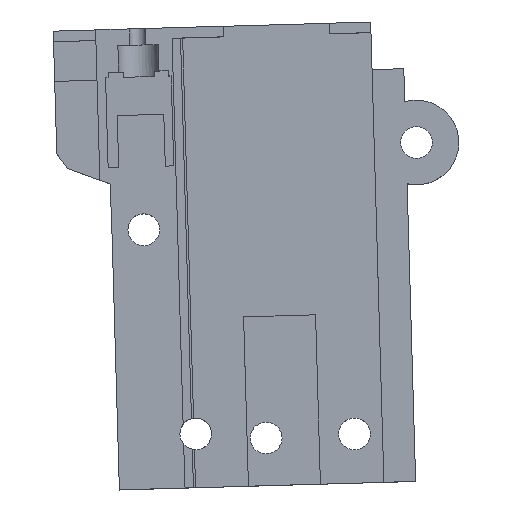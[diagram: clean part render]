
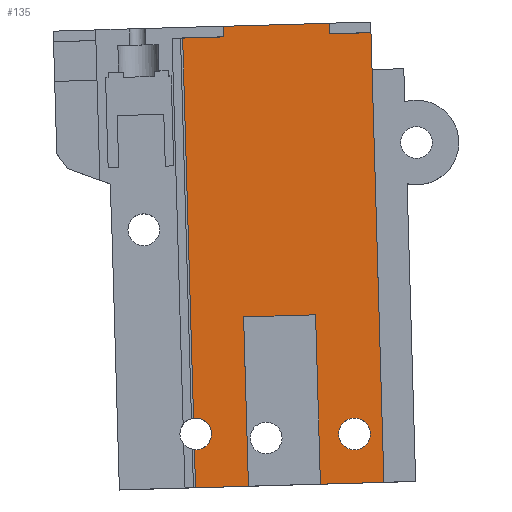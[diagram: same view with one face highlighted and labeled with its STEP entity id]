
A CAD part, top view. The second image highlights one B-rep face of the part: STEP entity #135.
In plain terms, the highlighted planar face has unit normal (0, 0, 1).
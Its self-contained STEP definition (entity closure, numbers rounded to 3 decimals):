
#135=ADVANCED_FACE('',(#594,#596),#598,.F.);
#594=FACE_BOUND('',#595,.T.);
#595=EDGE_LOOP('',(#1005,#1006,#1007,#1008,#1009,#1010,#1011,#1012,#1013,#1014,#1015,
#1016,#1017,#1018,#1019,#1020,#1021,#1022));
#596=FACE_BOUND('',#597,.T.);
#597=EDGE_LOOP('',(#1023));
#598=PLANE('',#599);
#599=AXIS2_PLACEMENT_3D('',#600,#601,#602);
#600=CARTESIAN_POINT('',(-16.582,-6.249,1.5));
#601=DIRECTION('',(0.,0.,-1.));
#602=DIRECTION('',(-1.,-0.029,0.));
#1005=ORIENTED_EDGE('',*,*,#1203,.F.);
#1006=ORIENTED_EDGE('',*,*,#1220,.F.);
#1007=ORIENTED_EDGE('',*,*,#1187,.T.);
#1008=ORIENTED_EDGE('',*,*,#1262,.F.);
#1009=ORIENTED_EDGE('',*,*,#1242,.F.);
#1010=ORIENTED_EDGE('',*,*,#1237,.F.);
#1011=ORIENTED_EDGE('',*,*,#1205,.F.);
#1012=ORIENTED_EDGE('',*,*,#1234,.T.);
#1013=ORIENTED_EDGE('',*,*,#1241,.F.);
#1014=ORIENTED_EDGE('',*,*,#1235,.F.);
#1015=ORIENTED_EDGE('',*,*,#1190,.F.);
#1016=ORIENTED_EDGE('',*,*,#1193,.F.);
#1017=ORIENTED_EDGE('',*,*,#1210,.T.);
#1018=ORIENTED_EDGE('',*,*,#1211,.T.);
#1019=ORIENTED_EDGE('',*,*,#1195,.F.);
#1020=ORIENTED_EDGE('',*,*,#1221,.F.);
#1021=ORIENTED_EDGE('',*,*,#1198,.F.);
#1022=ORIENTED_EDGE('',*,*,#1201,.F.);
#1023=ORIENTED_EDGE('',*,*,#1263,.T.);
#1187=EDGE_CURVE('',#1469,#1467,#1470,.T.);
#1190=EDGE_CURVE('',#1472,#1474,#1475,.F.);
#1193=EDGE_CURVE('',#1477,#1472,#1479,.T.);
#1195=EDGE_CURVE('',#1480,#1482,#1483,.T.);
#1198=EDGE_CURVE('',#1485,#1487,#1488,.F.);
#1201=EDGE_CURVE('',#1490,#1485,#1492,.F.);
#1203=EDGE_CURVE('',#1493,#1490,#1495,.F.);
#1205=EDGE_CURVE('',#1496,#1498,#1499,.F.);
#1210=EDGE_CURVE('',#1477,#1505,#1506,.T.);
#1211=EDGE_CURVE('',#1505,#1482,#1507,.T.);
#1220=EDGE_CURVE('',#1469,#1493,#1522,.F.);
#1221=EDGE_CURVE('',#1487,#1480,#1523,.F.);
#1234=EDGE_CURVE('',#1496,#1540,#1542,.T.);
#1235=EDGE_CURVE('',#1474,#1543,#1544,.F.);
#1237=EDGE_CURVE('',#1498,#1546,#1547,.F.);
#1241=EDGE_CURVE('',#1543,#1540,#1552,.F.);
#1242=EDGE_CURVE('',#1546,#1553,#1554,.F.);
#1262=EDGE_CURVE('',#1553,#1467,#1587,.F.);
#1263=EDGE_CURVE('',#1588,#1588,#1589,.T.);
#1467=VERTEX_POINT('',#2024);
#1469=VERTEX_POINT('',#2028);
#1470=LINE('',#2029,#2030);
#1472=VERTEX_POINT('',#2035);
#1474=VERTEX_POINT('',#2039);
#1475=LINE('',#2040,#2041);
#1477=VERTEX_POINT('',#2046);
#1479=LINE('',#2050,#2051);
#1480=VERTEX_POINT('',#2053);
#1482=VERTEX_POINT('',#2057);
#1483=LINE('',#2058,#2059);
#1485=VERTEX_POINT('',#2064);
#1487=VERTEX_POINT('',#2068);
#1488=LINE('',#2069,#2070);
#1490=VERTEX_POINT('',#2075);
#1492=LINE('',#2079,#2080);
#1493=VERTEX_POINT('',#2082);
#1495=LINE('',#2086,#2087);
#1496=VERTEX_POINT('',#2089);
#1498=VERTEX_POINT('',#2093);
#1499=LINE('',#2094,#2095);
#1505=VERTEX_POINT('',#2111);
#1506=CIRCLE('',#2112,1.5);
#1507=CIRCLE('',#2116,1.5);
#1522=LINE('',#2153,#2154);
#1523=LINE('',#2156,#2157);
#1540=VERTEX_POINT('',#2199);
#1542=LINE('',#2203,#2204);
#1543=VERTEX_POINT('',#2206);
#1544=LINE('',#2207,#2208);
#1546=VERTEX_POINT('',#2213);
#1547=LINE('',#2214,#2215);
#1552=LINE('',#2227,#2228);
#1553=VERTEX_POINT('',#2230);
#1554=LINE('',#2231,#2232);
#1587=LINE('',#2304,#2305);
#1588=VERTEX_POINT('',#2307);
#1589=CIRCLE('',#2308,1.5);
#2024=CARTESIAN_POINT('',(-17.751,34.452,1.5));
#2028=CARTESIAN_POINT('',(-16.631,-4.532,1.5));
#2029=CARTESIAN_POINT('',(-16.631,-4.532,1.5));
#2030=VECTOR('',#2031,1.);
#2031=DIRECTION('',(-0.029,1.,0.));
#2035=CARTESIAN_POINT('',(-35.844,37.434,1.5));
#2039=CARTESIAN_POINT('',(-31.745,37.552,1.5));
#2040=CARTESIAN_POINT('',(-31.745,37.552,1.5));
#2041=VECTOR('',#2042,1.);
#2042=DIRECTION('',(-1.,-0.029,0.));
#2046=CARTESIAN_POINT('',(-34.811,1.486,1.5));
#2050=CARTESIAN_POINT('',(-34.811,1.486,1.5));
#2051=VECTOR('',#2052,1.);
#2052=DIRECTION('',(-0.029,1.,0.));
#2053=CARTESIAN_POINT('',(-34.624,-5.049,1.5));
#2057=CARTESIAN_POINT('',(-34.728,-1.421,1.5));
#2058=CARTESIAN_POINT('',(-34.624,-5.049,1.5));
#2059=VECTOR('',#2060,1.);
#2060=DIRECTION('',(-0.029,1.,0.));
#2064=CARTESIAN_POINT('',(-29.885,11.094,1.5));
#2068=CARTESIAN_POINT('',(-29.426,-4.899,1.5));
#2069=CARTESIAN_POINT('',(-29.426,-4.899,1.5));
#2070=VECTOR('',#2071,1.);
#2071=DIRECTION('',(-0.029,1.,0.));
#2075=CARTESIAN_POINT('',(-23.088,11.289,1.5));
#2079=CARTESIAN_POINT('',(-29.885,11.094,1.5));
#2080=VECTOR('',#2081,1.);
#2081=DIRECTION('',(1.,0.029,0.));
#2082=CARTESIAN_POINT('',(-22.628,-4.704,1.5));
#2086=CARTESIAN_POINT('',(-23.088,11.289,1.5));
#2087=VECTOR('',#2088,1.);
#2088=DIRECTION('',(0.029,-1.,0.));
#2089=CARTESIAN_POINT('',(-21.753,37.839,1.5));
#2093=CARTESIAN_POINT('',(-17.863,37.95,1.5));
#2094=CARTESIAN_POINT('',(-17.863,37.95,1.5));
#2095=VECTOR('',#2096,1.);
#2096=DIRECTION('',(-1.,-0.029,0.));
#2111=CARTESIAN_POINT('',(-34.4,-1.457,1.5));
#2112=AXIS2_PLACEMENT_3D('',#2113,#2114,#2115);
#2113=CARTESIAN_POINT('',(-34.4,0.043,1.5));
#2114=DIRECTION('',(0.,0.,-1.));
#2115=DIRECTION('',(-0.274,0.962,0.));
#2116=AXIS2_PLACEMENT_3D('',#2117,#2118,#2119);
#2117=CARTESIAN_POINT('',(-34.4,0.043,1.5));
#2118=DIRECTION('',(0.,0.,-1.));
#2119=DIRECTION('',(0.,-1.,0.));
#2153=CARTESIAN_POINT('',(-22.628,-4.704,1.5));
#2154=VECTOR('',#2155,1.);
#2155=DIRECTION('',(1.,0.029,0.));
#2156=CARTESIAN_POINT('',(-34.624,-5.049,1.5));
#2157=VECTOR('',#2158,1.);
#2158=DIRECTION('',(1.,0.029,0.));
#2199=CARTESIAN_POINT('',(-21.781,38.838,1.5));
#2203=CARTESIAN_POINT('',(-21.753,37.839,1.5));
#2204=VECTOR('',#2205,1.);
#2205=DIRECTION('',(-0.029,1.,0.));
#2206=CARTESIAN_POINT('',(-31.774,38.551,1.5));
#2207=CARTESIAN_POINT('',(-31.774,38.551,1.5));
#2208=VECTOR('',#2209,1.);
#2209=DIRECTION('',(0.029,-1.,0.));
#2213=CARTESIAN_POINT('',(-17.891,38.95,1.5));
#2214=CARTESIAN_POINT('',(-17.891,38.95,1.5));
#2215=VECTOR('',#2216,1.);
#2216=DIRECTION('',(0.029,-1.,0.));
#2227=CARTESIAN_POINT('',(-21.781,38.838,1.5));
#2228=VECTOR('',#2229,1.);
#2229=DIRECTION('',(-1.,-0.029,0.));
#2230=CARTESIAN_POINT('',(-17.88,38.95,1.5));
#2231=CARTESIAN_POINT('',(-17.88,38.95,1.5));
#2232=VECTOR('',#2233,1.);
#2233=DIRECTION('',(-1.,-0.029,0.));
#2304=CARTESIAN_POINT('',(-17.751,34.452,1.5));
#2305=VECTOR('',#2306,1.);
#2306=DIRECTION('',(-0.029,1.,0.));
#2307=CARTESIAN_POINT('',(-19.4,-1.457,1.5));
#2308=AXIS2_PLACEMENT_3D('',#2309,#2310,#2311);
#2309=CARTESIAN_POINT('',(-19.4,0.043,1.5));
#2310=DIRECTION('',(0.,0.,-1.));
#2311=DIRECTION('',(0.,-1.,0.));
